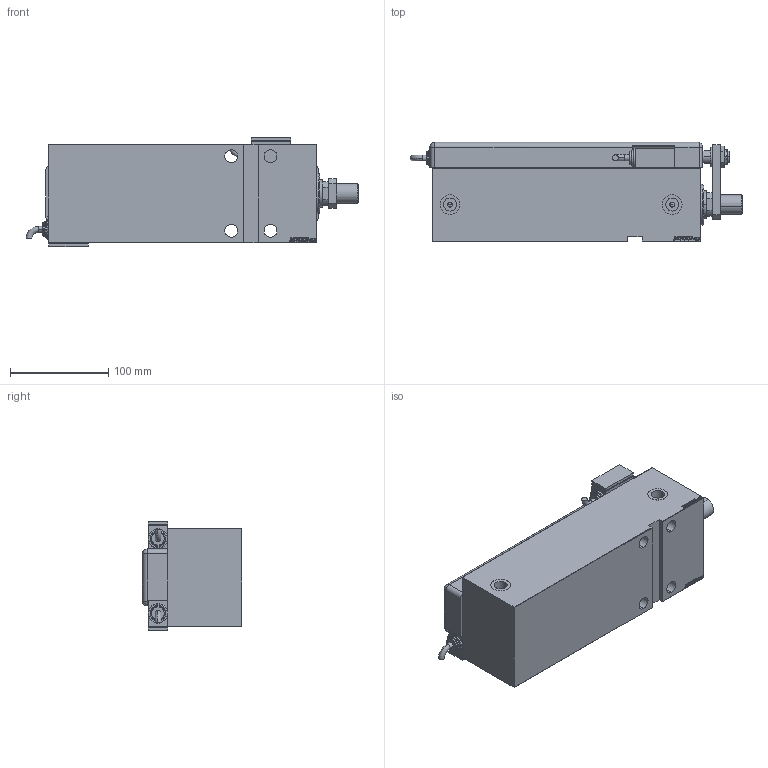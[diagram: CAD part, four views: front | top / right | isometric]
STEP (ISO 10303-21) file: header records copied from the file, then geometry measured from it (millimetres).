
FILE_DESCRIPTION (( 'STEP AP203' ), '1' );
FILE_NAME ('1a6f.STEP', '2024-02-11T09:22:35', ( '' ), ( '' ), 'SwSTEP 2.0', 'SolidWorks 2019', '' );
FILE_SCHEMA (( 'CONFIG_CONTROL_DESIGN' ));
Length unit declared in the file: millimetre
Products named in the file (15): SWITCH Q 4770d75211547c128853eb80a0c2b00c; MAGNETIC SWITCH Q 4770d75211547c128853eb80a0c2b00c; 1a6f; NUT_D19 4770d75211547c128853eb80a0c2b00c; V450CM_G_Body 4770d75211547c128853eb80a0c2b00c; SWITCH DIM A_G 4770d75211547c128853eb80a0c2b00c; ZARAZKA_Q 4770d75211547c128853eb80a0c2b00c; NUT_D13 4770d75211547c128853eb80a0c2b00c; KRYT 4770d75211547c128853eb80a0c2b00c; V450CM_MALE_METRIC 4770d75211547c128853eb80a0c2b00c; Zatka_OIL_PORT 4770d75211547c128853eb80a0c2b00c; SWITCH_Q_FRONT_BACK 4770d75211547c128853eb80a0c2b00c; V450CM_VC_G 4770d75211547c128853eb80a0c2b00c; TYC 4770d75211547c128853eb80a0c2b00c; V450CM_G_VCP 4770d75211547c128853eb80a0c2b00c
Assembly tree (16 placements, depth 3):
  1a6f
    V450CM_G_Body 4770d75211547c128853eb80a0c2b00c
    V450CM_G_VCP 4770d75211547c128853eb80a0c2b00c
    V450CM_VC_G 4770d75211547c128853eb80a0c2b00c
    MAGNETIC SWITCH Q 4770d75211547c128853eb80a0c2b00c
      SWITCH_Q_FRONT_BACK 4770d75211547c128853eb80a0c2b00c
      TYC 4770d75211547c128853eb80a0c2b00c
      ZARAZKA_Q 4770d75211547c128853eb80a0c2b00c
      SWITCH DIM A_G 4770d75211547c128853eb80a0c2b00c
      NUT_D19 4770d75211547c128853eb80a0c2b00c
      NUT_D13 4770d75211547c128853eb80a0c2b00c
      KRYT 4770d75211547c128853eb80a0c2b00c
      SWITCH Q 4770d75211547c128853eb80a0c2b00c  x2
    V450CM_MALE_METRIC 4770d75211547c128853eb80a0c2b00c
    Zatka_OIL_PORT 4770d75211547c128853eb80a0c2b00c  x2
Bounding box: 337.76 x 100.8 x 111 mm (x, y, z)
Volume: 1938907.3 mm3; surface area: 308512.3 mm2
Topology: 16 solids, 16 shells, 1292 faces, 3262 edges, 2147 vertices
Faces by surface type: plane 650, bspline 471, cylinder 115, cone 30, torus 24, sphere 2
Entity records: 60123 total; most frequent: CARTESIAN_POINT 31695, ORIENTED_EDGE 6248, DIRECTION 3998, EDGE_CURVE 3124, VERTEX_POINT 2063, VECTOR 1878, LINE 1878, EDGE_LOOP 1405
